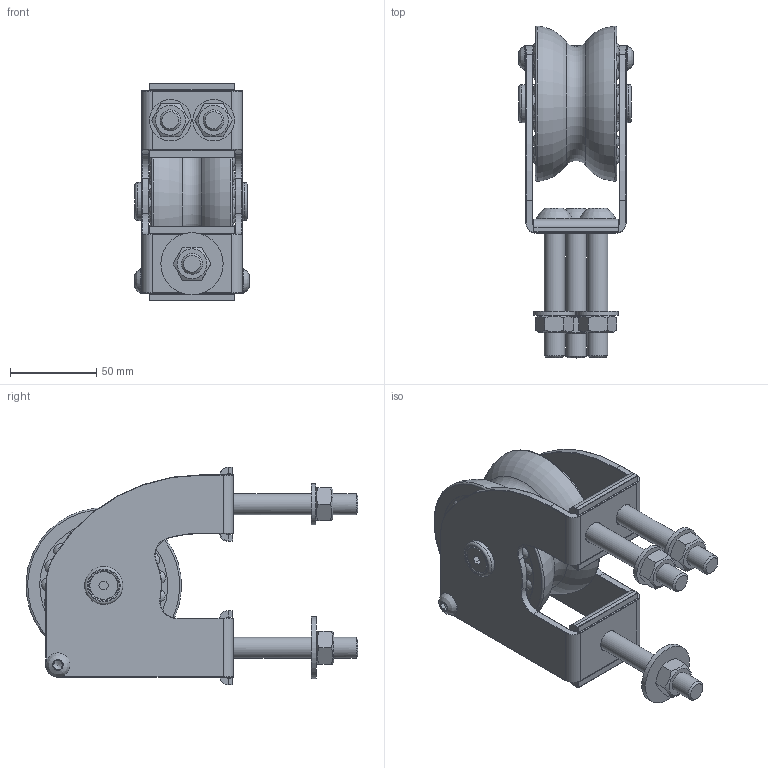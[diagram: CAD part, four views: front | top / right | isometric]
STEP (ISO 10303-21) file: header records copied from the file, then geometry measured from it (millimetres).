
FILE_DESCRIPTION(/* description */ (''),/* implementation_level */ '2;1');
FILE_NAME(/* name */ '817.090.stp',/* time_stamp */ '2019-06-06T15:15:51+02:00',/* author */ ('gianni'),/* organization */ (''),/* preprocessor_version */ 'ST-DEVELOPER v16.5',/* originating_system */ 'Autodesk Inventor 2017',/* authorisation */ '');
FILE_SCHEMA (('AUTOMOTIVE_DESIGN { 1 0 10303 214 3 1 1 }'));
Length unit declared in the file: millimetre
Products named in the file (1): 19060605
Bounding box: 66.79 x 191.94 x 126 mm (x, y, z)
Volume: 396533.1 mm3; surface area: 96724 mm2
Topology: 1 solids, 1 shells, 439 faces, 1028 edges, 636 vertices
Faces by surface type: plane 128, cylinder 115, torus 114, sphere 50, cone 27, bspline 5
Full cylindrical faces by diameter (mm): 4 x3, 12 x6, 12.5 x6, 13 x3, 14 x1, 16 x1, 19.75 x2, 22 x2, 24 x2, 36 x1
Entity records: 11474 total; most frequent: CARTESIAN_POINT 2361, DIRECTION 2018, ORIENTED_EDGE 1674, AXIS2_PLACEMENT_3D 871, EDGE_CURVE 837, EDGE_LOOP 613, VERTEX_POINT 568, FACE_OUTER_BOUND 439
